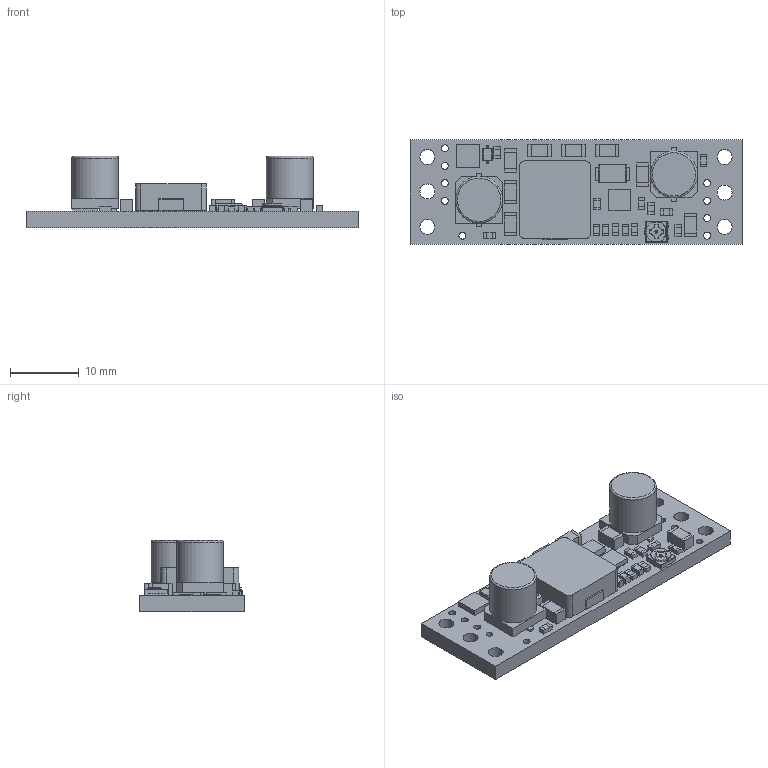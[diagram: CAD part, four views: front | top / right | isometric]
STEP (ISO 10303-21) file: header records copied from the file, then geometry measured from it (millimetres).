
FILE_DESCRIPTION (( 'STEP AP214' ), '1' );
FILE_NAME ('pololu-step-up-voltage-regulator-u3v50fx.step', '2018-01-04T20:04:11', ( '' ), ( '' ), 'SwSTEP 2.0', 'SolidWorks 2016', '' );
FILE_SCHEMA (( 'AUTOMOTIVE_DESIGN' ));
Length unit declared in the file: millimetre
Products named in the file (1): pololu-step-up-voltage-regulator-u3v50fx
Bounding box: 48.26 x 15.24 x 10.36 mm (x, y, z)
Volume: 2847.2 mm3; surface area: 3094.5 mm2
Topology: 4 solids, 4 shells, 975 faces, 2653 edges, 1726 vertices
Faces by surface type: plane 740, bspline 154, cylinder 72, torus 5, sphere 4
Full cylindrical faces by diameter (mm): 0.25 x1, 1.016 x9, 2.184 x6, 2.5 x1, 6.8 x2
Entity records: 46417 total; most frequent: CARTESIAN_POINT 12109, ORIENTED_EDGE 5248, DIRECTION 4037, EDGE_CURVE 2624, VECTOR 2083, LINE 2083, VERTEX_POINT 1725, EDGE_LOOP 1119
